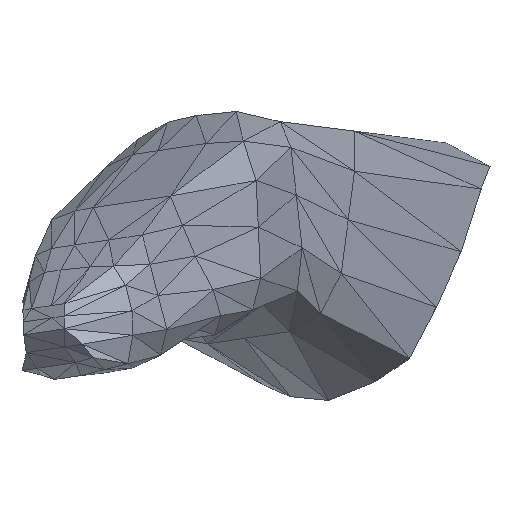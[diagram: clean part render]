
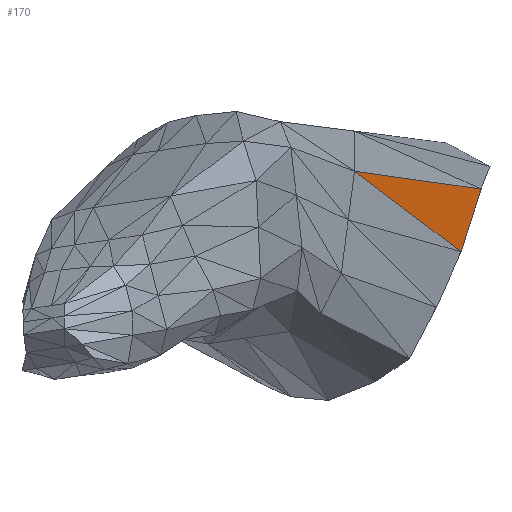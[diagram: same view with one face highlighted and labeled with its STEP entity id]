
A CAD part, left-side view. The second image highlights one B-rep face of the part: STEP entity #170.
In plain terms, the highlighted planar face has unit normal (-0.436, -0.897, 0.066).
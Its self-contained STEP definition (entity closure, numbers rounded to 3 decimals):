
#170=ADVANCED_FACE('',(#543),#544,.T.);
#543=FACE_OUTER_BOUND('',#1048,.T.);
#544=PLANE('',#1049);
#1048=EDGE_LOOP('',(#2038,#2039,#2040));
#1049=AXIS2_PLACEMENT_3D('',#2041,#2042,#2043);
#2038=ORIENTED_EDGE('',*,*,#3067,.T.);
#2039=ORIENTED_EDGE('',*,*,#3079,.F.);
#2040=ORIENTED_EDGE('',*,*,#3078,.T.);
#2041=CARTESIAN_POINT('',(-19.306,-1.412,18.996));
#2042=DIRECTION('',(-0.436,-0.897,0.066));
#2043=DIRECTION('',(-0.235,0.043,-0.971));
#3067=EDGE_CURVE('',#3559,#3560,#3561,.T.);
#3078=EDGE_CURVE('',#3574,#3559,#3577,.T.);
#3079=EDGE_CURVE('',#3574,#3560,#3578,.T.);
#3559=VERTEX_POINT('',#4304);
#3560=VERTEX_POINT('',#4305);
#3561=LINE('',#4306,#4307);
#3574=VERTEX_POINT('',#4328);
#3577=LINE('',#4333,#4334);
#3578=LINE('',#4335,#4336);
#4304=CARTESIAN_POINT('',(-19.306,-1.412,18.996));
#4305=CARTESIAN_POINT('',(-15.525,-2.906,23.694));
#4306=CARTESIAN_POINT('',(-19.306,-1.412,18.996));
#4307=VECTOR('',#4871,1.);
#4328=CARTESIAN_POINT('',(-34.824,6.575,25.028));
#4333=CARTESIAN_POINT('',(-34.824,6.575,25.028));
#4334=VECTOR('',#4882,1.0);
#4335=CARTESIAN_POINT('',(-34.824,6.575,25.028));
#4336=VECTOR('',#4883,1.0);
#4871=DIRECTION('',(0.609,-0.24,0.756));
#4882=DIRECTION('',(0.84,-0.433,-0.327));
#4883=DIRECTION('',(0.896,-0.44,-0.062));
